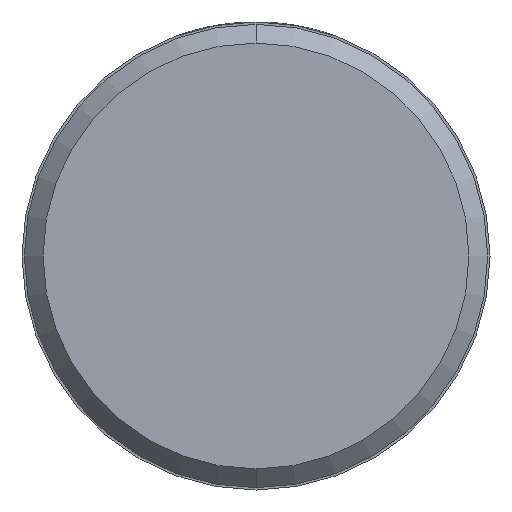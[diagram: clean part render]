
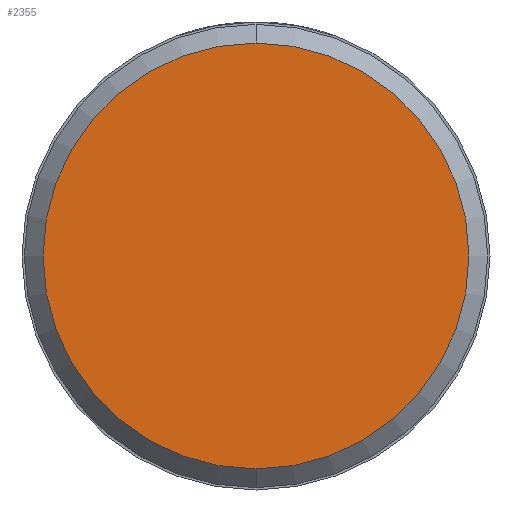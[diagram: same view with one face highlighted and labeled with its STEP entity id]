
A CAD part, front view. The second image highlights one B-rep face of the part: STEP entity #2355.
In plain terms, the highlighted planar face has unit normal (0, -1, 0).
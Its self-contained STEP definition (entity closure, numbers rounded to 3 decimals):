
#126 = DIRECTION ( 'NONE',  ( 0., -1., 0. ) ) ;
#136 = CARTESIAN_POINT ( 'NONE',  ( 0., 0., 0. ) ) ;
#512 = DIRECTION ( 'NONE',  ( 0., 0., 1. ) ) ;
#605 = CIRCLE ( 'NONE', #2839, 22.75 ) ;
#717 = CIRCLE ( 'NONE', #1182, 22.75 ) ;
#819 = PLANE ( 'NONE',  #1734 ) ;
#1048 = DIRECTION ( 'NONE',  ( 0., 0., 1. ) ) ;
#1182 = AXIS2_PLACEMENT_3D ( 'NONE', #1411, #1471, #1710 ) ;
#1239 = CARTESIAN_POINT ( 'NONE',  ( 0., 0., 0. ) ) ;
#1411 = CARTESIAN_POINT ( 'NONE',  ( 0., 0., 0. ) ) ;
#1443 = ORIENTED_EDGE ( 'NONE', *, *, #2778, .T. ) ;
#1446 = VERTEX_POINT ( 'NONE', #2763 ) ;
#1471 = DIRECTION ( 'NONE',  ( 0., -1., 0. ) ) ;
#1710 = DIRECTION ( 'NONE',  ( 0., 0., 1. ) ) ;
#1734 = AXIS2_PLACEMENT_3D ( 'NONE', #136, #2197, #1048 ) ;
#1765 = VERTEX_POINT ( 'NONE', #2089 ) ;
#1911 = FACE_OUTER_BOUND ( 'NONE', #2226, .T. ) ;
#2089 = CARTESIAN_POINT ( 'NONE',  ( 0., 0., 22.75 ) ) ;
#2197 = DIRECTION ( 'NONE',  ( 0., 1., 0. ) ) ;
#2200 = ORIENTED_EDGE ( 'NONE', *, *, #2742, .T. ) ;
#2226 = EDGE_LOOP ( 'NONE', ( #2200, #1443 ) ) ;
#2355 = ADVANCED_FACE ( 'NONE', ( #1911 ), #819, .F. ) ;
#2742 = EDGE_CURVE ( 'NONE', #1765, #1446, #717, .T. ) ;
#2763 = CARTESIAN_POINT ( 'NONE',  ( 0., 0., -22.75 ) ) ;
#2778 = EDGE_CURVE ( 'NONE', #1446, #1765, #605, .T. ) ;
#2839 = AXIS2_PLACEMENT_3D ( 'NONE', #1239, #126, #512 ) ;
